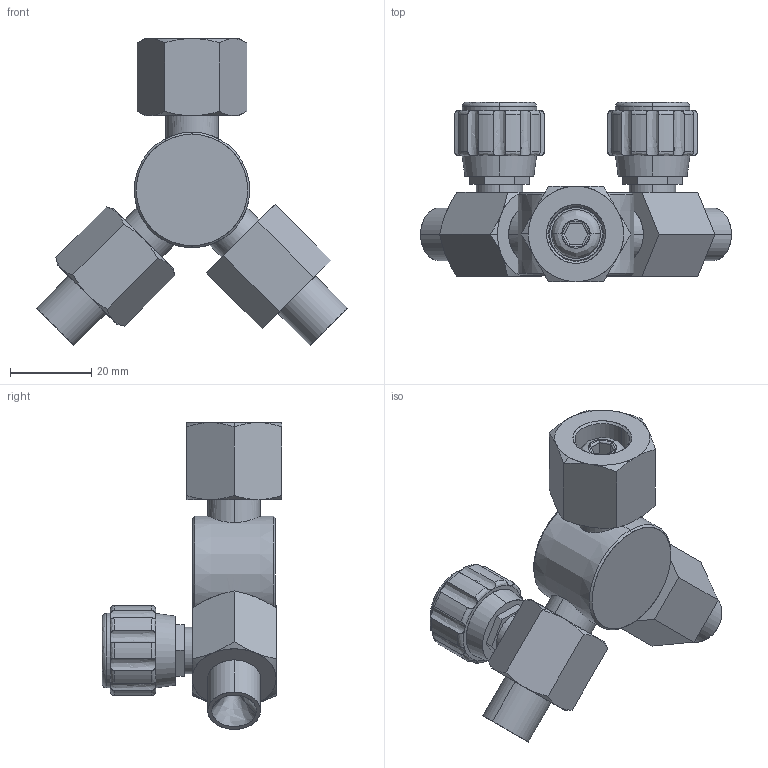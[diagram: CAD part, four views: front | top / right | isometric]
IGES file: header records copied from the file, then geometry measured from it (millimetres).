
Start section: SolidWorks IGES file using analytic representation for surfaces
Global section: file name: NTC 249 3_8 BSP Twin regulator outlet valve 3_8 BSPP female x male RH thread.IGS; native system: SolidWorks 2009; preprocessor: SolidWorks 2009; author: cad; date: 091111.163835; units: inch
Bounding box: 76.72 x 44.33 x 75.71 mm (x, y, z)
Surface area: 17168.1 mm2 (no closed solid volume)
Topology: 0 solids, 0 shells, 362 faces, 5188 edges, 5188 vertices
Faces by surface type: bspline 244, revolution 118
